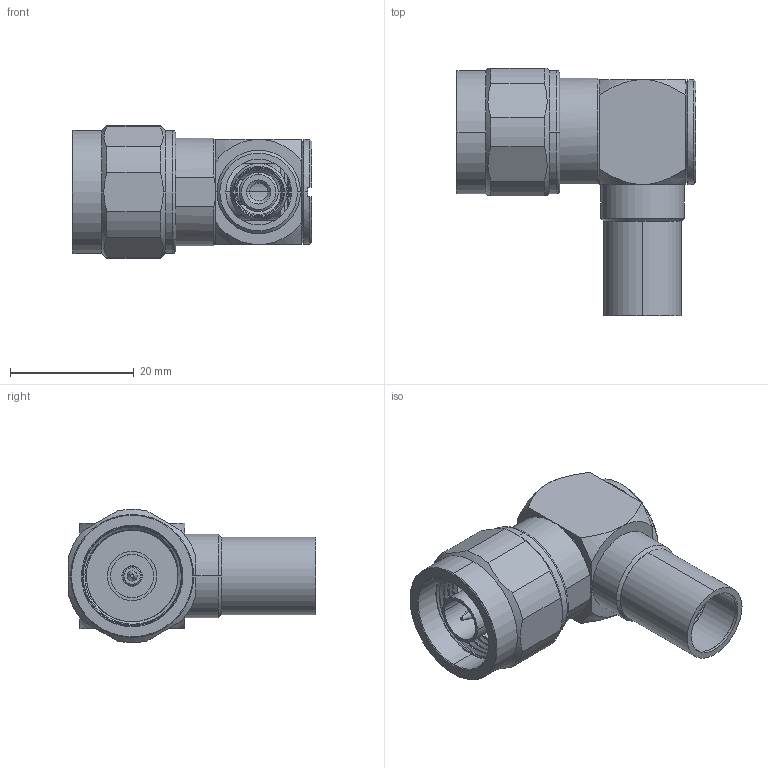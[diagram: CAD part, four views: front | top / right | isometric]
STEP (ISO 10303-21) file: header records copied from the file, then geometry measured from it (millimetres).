
FILE_DESCRIPTION((''),'2;1');
FILE_NAME('82-6520_SW0001','2013-02-11T',('KARTHIK R'),(''),'PRO/ENGINEER BY PARAMETRIC TECHNOLOGY CORPORATION, 2010100','PRO/ENGINEER BY PARAMETRIC TECHNOLOGY CORPORATION, 2010100','');
FILE_SCHEMA(('CONFIG_CONTROL_DESIGN'));
Length unit declared in the file: millimetre
Products named in the file (1): 82-6520_SW0001
Bounding box: 38.77 x 39.99 x 21.53 mm (x, y, z)
Surface area: 7178.8 mm2 (no closed solid volume)
Topology: 0 solids, 25 shells, 160 faces, 476 edges, 334 vertices
Faces by surface type: cylinder 72, cone 46, plane 37, bspline 3, torus 2
Entity records: 7416 total; most frequent: CARTESIAN_POINT 3275, DIRECTION 861, ORIENTED_EDGE 766, EDGE_CURVE 474, AXIS2_PLACEMENT_3D 360, VERTEX_POINT 334, CIRCLE 203, EDGE_LOOP 178
